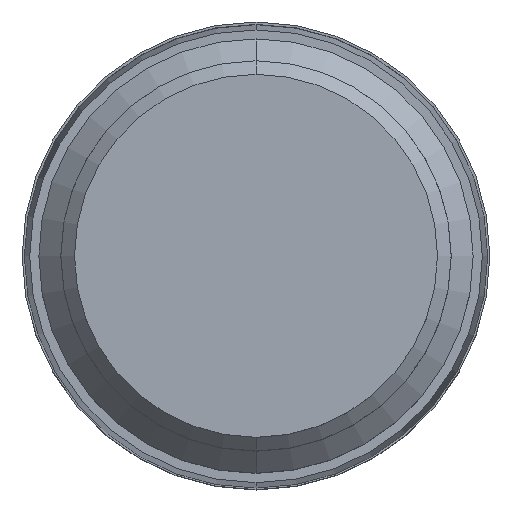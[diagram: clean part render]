
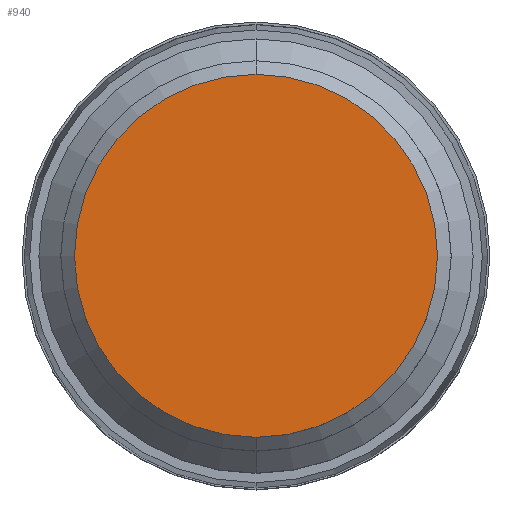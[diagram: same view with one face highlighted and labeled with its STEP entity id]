
A CAD part, top view. The second image highlights one B-rep face of the part: STEP entity #940.
In plain terms, the highlighted planar face has unit normal (0, 0, 1).
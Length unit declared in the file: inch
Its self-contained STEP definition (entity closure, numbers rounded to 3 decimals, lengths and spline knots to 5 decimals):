
#14 = CIRCLE ( 'NONE', #918, 1.28327 ) ;
#35 = CIRCLE ( 'NONE', #718, 1.28327 ) ;
#139 = ORIENTED_EDGE ( 'NONE', *, *, #831, .F. ) ;
#190 = DIRECTION ( 'NONE',  ( 0., 0., -1. ) ) ;
#256 = EDGE_CURVE ( 'NONE', #1200, #704, #14, .T. ) ;
#270 = CARTESIAN_POINT ( 'NONE',  ( 0., -0.00882, 8. ) ) ;
#273 = CARTESIAN_POINT ( 'NONE',  ( 0., -1.29209, 8. ) ) ;
#295 = DIRECTION ( 'NONE',  ( 0., -1., 0. ) ) ;
#296 = EDGE_LOOP ( 'NONE', ( #139, #1081 ) ) ;
#385 = CARTESIAN_POINT ( 'NONE',  ( 0., -0.00882, 8. ) ) ;
#481 = PLANE ( 'NONE',  #921 ) ;
#529 = CARTESIAN_POINT ( 'NONE',  ( 0., 1.27445, 8. ) ) ;
#577 = DIRECTION ( 'NONE',  ( 0., 0., -1. ) ) ;
#704 = VERTEX_POINT ( 'NONE', #529 ) ;
#718 = AXIS2_PLACEMENT_3D ( 'NONE', #270, #190, #1185 ) ;
#831 = EDGE_CURVE ( 'NONE', #704, #1200, #35, .T. ) ;
#869 = DIRECTION ( 'NONE',  ( 0., 0., 1. ) ) ;
#918 = AXIS2_PLACEMENT_3D ( 'NONE', #956, #577, #950 ) ;
#921 = AXIS2_PLACEMENT_3D ( 'NONE', #385, #869, #295 ) ;
#940 = ADVANCED_FACE ( 'NONE', ( #951 ), #481, .T. ) ;
#950 = DIRECTION ( 'NONE',  ( 0., 1., 0. ) ) ;
#951 = FACE_OUTER_BOUND ( 'NONE', #296, .T. ) ;
#956 = CARTESIAN_POINT ( 'NONE',  ( 0., -0.00882, 8. ) ) ;
#1081 = ORIENTED_EDGE ( 'NONE', *, *, #256, .F. ) ;
#1185 = DIRECTION ( 'NONE',  ( 0., 1., 0. ) ) ;
#1200 = VERTEX_POINT ( 'NONE', #273 ) ;
